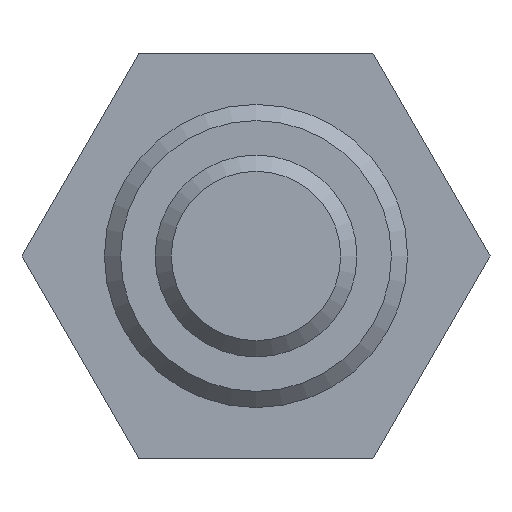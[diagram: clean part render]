
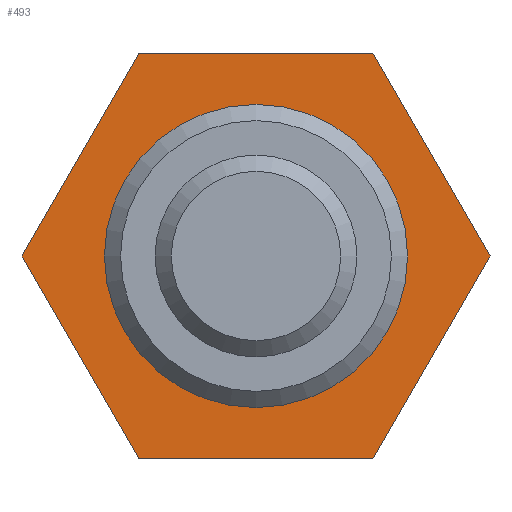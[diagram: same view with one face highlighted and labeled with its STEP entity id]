
A CAD part, front view. The second image highlights one B-rep face of the part: STEP entity #493.
In plain terms, the highlighted planar face has unit normal (0, -1, 0).
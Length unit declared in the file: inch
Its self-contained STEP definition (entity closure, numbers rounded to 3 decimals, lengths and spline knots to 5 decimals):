
#17=LINE($,#715,#61);
#25=LINE($,#733,#69);
#28=LINE($,#738,#72);
#38=LINE($,#813,#82);
#50=LINE($,#838,#94);
#51=LINE($,#840,#95);
#61=VECTOR($,#573,0.28868);
#69=VECTOR($,#587,0.28868);
#72=VECTOR($,#592,0.28868);
#82=VECTOR($,#632,0.28868);
#94=VECTOR($,#652,0.28868);
#95=VECTOR($,#655,0.28868);
#114=PLANE($,#539);
#132=FACE_BOUND($,#206,.T.);
#166=FACE_OUTER_BOUND($,#205,.T.);
#205=EDGE_LOOP($,(#420,#421,#422,#423,#424,#425));
#206=EDGE_LOOP($,(#426));
#238=CIRCLE($,#540,0.187);
#247=VERTEX_POINT($,#712);
#248=VERTEX_POINT($,#714);
#254=VERTEX_POINT($,#730);
#255=VERTEX_POINT($,#732);
#256=VERTEX_POINT($,#736);
#270=VERTEX_POINT($,#811);
#280=VERTEX_POINT($,#841);
#292=EDGE_CURVE($,#247,#248,#17,.T.);
#301=EDGE_CURVE($,#254,#255,#25,.T.);
#304=EDGE_CURVE($,#256,#254,#28,.T.);
#323=EDGE_CURVE($,#270,#247,#38,.T.);
#335=EDGE_CURVE($,#255,#270,#50,.T.);
#336=EDGE_CURVE($,#248,#256,#51,.T.);
#337=EDGE_CURVE($,#280,#280,#238,.T.);
#420=ORIENTED_EDGE($,*,*,#292,.F.);
#421=ORIENTED_EDGE($,*,*,#323,.F.);
#422=ORIENTED_EDGE($,*,*,#335,.F.);
#423=ORIENTED_EDGE($,*,*,#301,.F.);
#424=ORIENTED_EDGE($,*,*,#304,.F.);
#425=ORIENTED_EDGE($,*,*,#336,.F.);
#426=ORIENTED_EDGE($,*,*,#337,.T.);
#493=ADVANCED_FACE($,(#166,#132),#114,.F.);
#539=AXIS2_PLACEMENT_3D($,#839,#653,#654);
#540=AXIS2_PLACEMENT_3D($,#842,#656,#657);
#573=DIRECTION($,(0.5,0.,0.866));
#587=DIRECTION($,(-0.5,0.,-0.866));
#592=DIRECTION($,(0.5,0.,-0.866));
#632=DIRECTION($,(-0.5,0.,0.866));
#652=DIRECTION($,(-1.,0.,0.));
#653=DIRECTION('center_axis',(0.,1.,0.));
#654=DIRECTION('ref_axis',(0.,0.,1.));
#655=DIRECTION($,(1.,0.,0.));
#656=DIRECTION('center_axis',(0.,1.,0.));
#657=DIRECTION('ref_axis',(1.,0.,0.));
#712=CARTESIAN_POINT('',(-1.79683,-1.,-0.65626));
#714=CARTESIAN_POINT('',(-1.65249,-1.,-0.40626));
#715=CARTESIAN_POINT($,(-1.79683,-1.,-0.65626));
#730=CARTESIAN_POINT('',(-1.21948,-1.,-0.65626));
#732=CARTESIAN_POINT('',(-1.36382,-1.,-0.90626));
#733=CARTESIAN_POINT($,(-1.21948,-1.,-0.65626));
#736=CARTESIAN_POINT('',(-1.36382,-1.,-0.40626));
#738=CARTESIAN_POINT($,(-1.36382,-1.,-0.40626));
#811=CARTESIAN_POINT('',(-1.65249,-1.,-0.90626));
#813=CARTESIAN_POINT($,(-1.65249,-1.,-0.90626));
#838=CARTESIAN_POINT($,(-1.36382,-1.,-0.90626));
#839=CARTESIAN_POINT('Origin',(-1.50815,-1.,-0.15626));
#840=CARTESIAN_POINT($,(-1.65249,-1.,-0.40626));
#841=CARTESIAN_POINT('',(-1.32115,-1.,-0.65626));
#842=CARTESIAN_POINT('Origin',(-1.50815,-1.,-0.65626));
